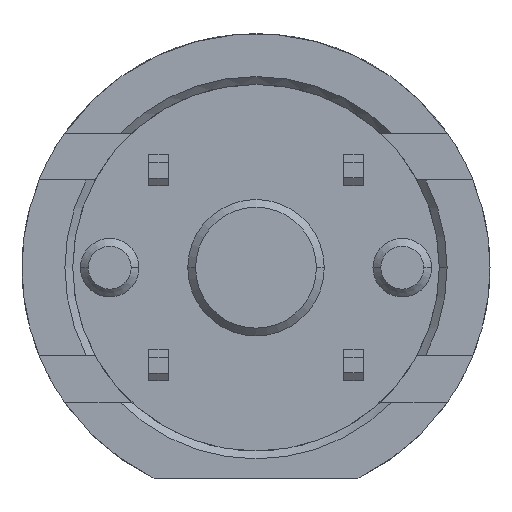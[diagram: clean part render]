
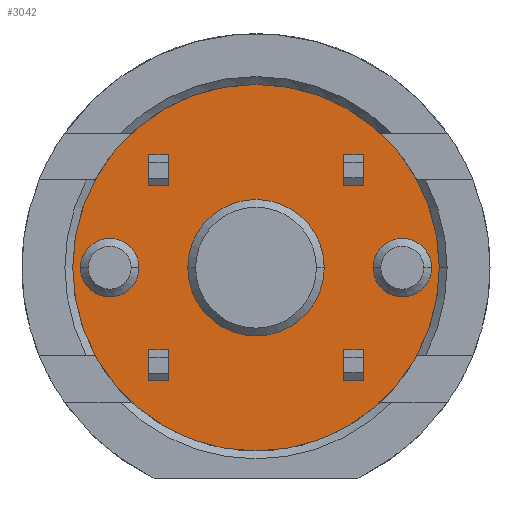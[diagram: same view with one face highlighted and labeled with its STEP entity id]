
A CAD part, front view. The second image highlights one B-rep face of the part: STEP entity #3042.
In plain terms, the highlighted planar face has unit normal (0, -1, 0).
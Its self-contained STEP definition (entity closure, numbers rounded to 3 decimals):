
#59 = AXIS2_PLACEMENT_3D ( 'NONE', #3262, #1479, #1226 ) ;
#65 = ORIENTED_EDGE ( 'NONE', *, *, #322, .F. ) ;
#183 = CIRCLE ( 'NONE', #843, 0.75 ) ;
#218 = CARTESIAN_POINT ( 'NONE',  ( 0., 1.5, 0. ) ) ;
#270 = EDGE_CURVE ( 'NONE', #3323, #1359, #1756, .T. ) ;
#304 = DIRECTION ( 'NONE',  ( 0., -1., 0. ) ) ;
#322 = EDGE_CURVE ( 'NONE', #2251, #2498, #498, .T. ) ;
#409 = AXIS2_PLACEMENT_3D ( 'NONE', #1855, #304, #2922 ) ;
#427 = DIRECTION ( 'NONE',  ( 0., -1., 0. ) ) ;
#430 = VERTEX_POINT ( 'NONE', #1152 ) ;
#455 = CARTESIAN_POINT ( 'NONE',  ( -3.75, 1.5, 0. ) ) ;
#498 = CIRCLE ( 'NONE', #3018, 0.75 ) ;
#554 = AXIS2_PLACEMENT_3D ( 'NONE', #218, #752, #2037 ) ;
#595 = ORIENTED_EDGE ( 'NONE', *, *, #3275, .F. ) ;
#607 = DIRECTION ( 'NONE',  ( 0., -1., 0. ) ) ;
#612 = CARTESIAN_POINT ( 'NONE',  ( 0., 1.5, 0. ) ) ;
#621 = DIRECTION ( 'NONE',  ( 1., 0., 0. ) ) ;
#719 = EDGE_LOOP ( 'NONE', ( #846, #65 ) ) ;
#727 = AXIS2_PLACEMENT_3D ( 'NONE', #2418, #2430, #887 ) ;
#752 = DIRECTION ( 'NONE',  ( 0., -1., 0. ) ) ;
#765 = FACE_BOUND ( 'NONE', #829, .T. ) ;
#786 = AXIS2_PLACEMENT_3D ( 'NONE', #612, #607, #2790 ) ;
#829 = EDGE_LOOP ( 'NONE', ( #595, #2125 ) ) ;
#843 = AXIS2_PLACEMENT_3D ( 'NONE', #1288, #2301, #1042 ) ;
#846 = ORIENTED_EDGE ( 'NONE', *, *, #2100, .F. ) ;
#855 = CIRCLE ( 'NONE', #999, 0.75 ) ;
#887 = DIRECTION ( 'NONE',  ( 1., 0., 0. ) ) ;
#910 = CARTESIAN_POINT ( 'NONE',  ( 0., 1.5, 0. ) ) ;
#935 = DIRECTION ( 'NONE',  ( 1., 0., 0. ) ) ;
#949 = EDGE_LOOP ( 'NONE', ( #1522, #1578 ) ) ;
#962 = FACE_OUTER_BOUND ( 'NONE', #949, .T. ) ;
#999 = AXIS2_PLACEMENT_3D ( 'NONE', #455, #2246, #2233 ) ;
#1042 = DIRECTION ( 'NONE',  ( 1., 0., 0. ) ) ;
#1152 = CARTESIAN_POINT ( 'NONE',  ( -1.75, 1.5, 0. ) ) ;
#1226 = DIRECTION ( 'NONE',  ( 1., 0., 0. ) ) ;
#1288 = CARTESIAN_POINT ( 'NONE',  ( 3.75, 1.5, 0. ) ) ;
#1325 = CARTESIAN_POINT ( 'NONE',  ( 1.75, 1.5, 0. ) ) ;
#1359 = VERTEX_POINT ( 'NONE', #1649 ) ;
#1416 = ORIENTED_EDGE ( 'NONE', *, *, #2701, .F. ) ;
#1479 = DIRECTION ( 'NONE',  ( 0., -1., 0. ) ) ;
#1522 = ORIENTED_EDGE ( 'NONE', *, *, #2538, .T. ) ;
#1557 = EDGE_CURVE ( 'NONE', #3320, #1801, #2228, .T. ) ;
#1578 = ORIENTED_EDGE ( 'NONE', *, *, #1557, .T. ) ;
#1649 = CARTESIAN_POINT ( 'NONE',  ( 4.5, 1.5, 0. ) ) ;
#1667 = AXIS2_PLACEMENT_3D ( 'NONE', #910, #427, #935 ) ;
#1756 = CIRCLE ( 'NONE', #409, 0.75 ) ;
#1801 = VERTEX_POINT ( 'NONE', #2069 ) ;
#1844 = EDGE_LOOP ( 'NONE', ( #2822, #1416 ) ) ;
#1855 = CARTESIAN_POINT ( 'NONE',  ( 3.75, 1.5, 0. ) ) ;
#2017 = CARTESIAN_POINT ( 'NONE',  ( -4.5, 1.5, 0. ) ) ;
#2037 = DIRECTION ( 'NONE',  ( 1., 0., 0. ) ) ;
#2049 = CARTESIAN_POINT ( 'NONE',  ( -4.7, 1.5, 0. ) ) ;
#2069 = CARTESIAN_POINT ( 'NONE',  ( 4.7, 1.5, 0. ) ) ;
#2100 = EDGE_CURVE ( 'NONE', #2498, #2251, #855, .T. ) ;
#2125 = ORIENTED_EDGE ( 'NONE', *, *, #270, .F. ) ;
#2149 = CIRCLE ( 'NONE', #554, 1.75 ) ;
#2161 = CARTESIAN_POINT ( 'NONE',  ( -3., 1.5, 0. ) ) ;
#2190 = EDGE_CURVE ( 'NONE', #2820, #430, #2998, .T. ) ;
#2228 = CIRCLE ( 'NONE', #786, 4.7 ) ;
#2233 = DIRECTION ( 'NONE',  ( 1., 0., 0. ) ) ;
#2246 = DIRECTION ( 'NONE',  ( 0., -1., 0. ) ) ;
#2251 = VERTEX_POINT ( 'NONE', #2017 ) ;
#2301 = DIRECTION ( 'NONE',  ( 0., -1., 0. ) ) ;
#2336 = CARTESIAN_POINT ( 'NONE',  ( 3., 1.5, 0. ) ) ;
#2351 = FACE_BOUND ( 'NONE', #719, .T. ) ;
#2395 = DIRECTION ( 'NONE',  ( 0., -1., 0. ) ) ;
#2418 = CARTESIAN_POINT ( 'NONE',  ( 0., 1.5, 0. ) ) ;
#2430 = DIRECTION ( 'NONE',  ( 0., -1., 0. ) ) ;
#2480 = PLANE ( 'NONE',  #1667 ) ;
#2498 = VERTEX_POINT ( 'NONE', #2161 ) ;
#2538 = EDGE_CURVE ( 'NONE', #1801, #3320, #3327, .T. ) ;
#2701 = EDGE_CURVE ( 'NONE', #430, #2820, #2149, .T. ) ;
#2703 = CARTESIAN_POINT ( 'NONE',  ( -3.75, 1.5, 0. ) ) ;
#2790 = DIRECTION ( 'NONE',  ( 1., 0., 0. ) ) ;
#2820 = VERTEX_POINT ( 'NONE', #1325 ) ;
#2822 = ORIENTED_EDGE ( 'NONE', *, *, #2190, .F. ) ;
#2922 = DIRECTION ( 'NONE',  ( 1., 0., 0. ) ) ;
#2998 = CIRCLE ( 'NONE', #59, 1.75 ) ;
#3018 = AXIS2_PLACEMENT_3D ( 'NONE', #2703, #2395, #621 ) ;
#3035 = FACE_BOUND ( 'NONE', #1844, .T. ) ;
#3042 = ADVANCED_FACE ( 'NONE', ( #3035, #765, #2351, #962 ), #2480, .T. ) ;
#3262 = CARTESIAN_POINT ( 'NONE',  ( 0., 1.5, 0. ) ) ;
#3275 = EDGE_CURVE ( 'NONE', #1359, #3323, #183, .T. ) ;
#3320 = VERTEX_POINT ( 'NONE', #2049 ) ;
#3323 = VERTEX_POINT ( 'NONE', #2336 ) ;
#3327 = CIRCLE ( 'NONE', #727, 4.7 ) ;
